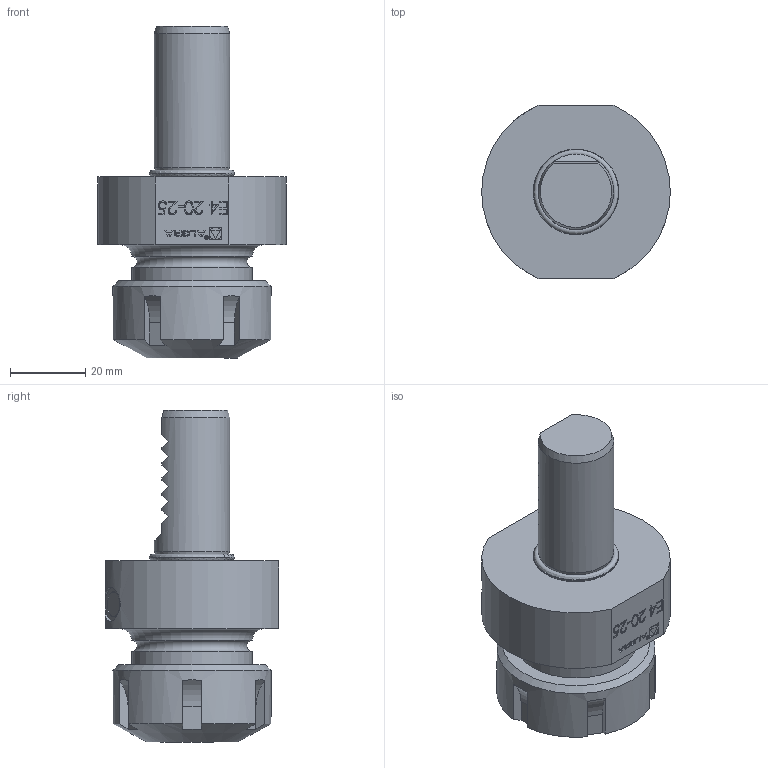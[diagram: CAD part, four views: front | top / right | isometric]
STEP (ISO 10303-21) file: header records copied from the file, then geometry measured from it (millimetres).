
FILE_DESCRIPTION (( 'STEP AP214' ), '1' );
FILE_NAME ('E420-25.STEP', '2025-07-28T15:42:02', ( '' ), ( '' ), 'SwSTEP 2.0', 'SolidWorks 2023', '' );
FILE_SCHEMA (( 'AUTOMOTIVE_DESIGN' ));
Length unit declared in the file: millimetre
Products named in the file (1): E420-25
Bounding box: 50 x 46 x 88 mm (x, y, z)
Volume: 78530.3 mm3; surface area: 14847.6 mm2
Topology: 1 solids, 1 shells, 281 faces, 739 edges, 491 vertices
Faces by surface type: plane 194, cylinder 41, bspline 34, torus 7, cone 5
Full cylindrical faces by diameter (mm): 0.85 x1, 1.05 x1, 3.183 x1, 6.647 x1, 19.05 x1, 20 x1, 22.717 x1, 32 x1, 42 x1
Entity records: 12750 total; most frequent: CARTESIAN_POINT 4056, ORIENTED_EDGE 1420, DIRECTION 1183, EDGE_CURVE 710, VECTOR 489, LINE 489, VERTEX_POINT 482, AXIS2_PLACEMENT_3D 347
